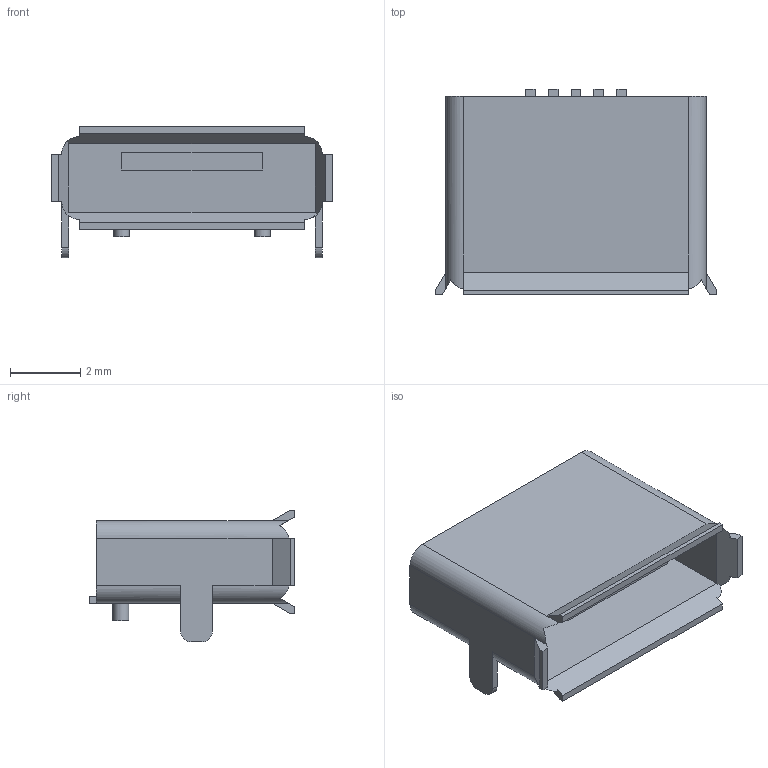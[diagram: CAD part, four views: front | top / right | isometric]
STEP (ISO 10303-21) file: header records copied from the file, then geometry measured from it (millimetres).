
FILE_DESCRIPTION( ( 'Unknown' ), '1' );
FILE_NAME( 'USB_Micro-B_China-MK5P-7.2mmMount.step', 'Unknown', ( 'Unknown' ), ( 'Unknown' ), 'PSStep 15.0.49', 'Unknown', ' ' );
FILE_SCHEMA( ( 'AUTOMOTIVE_DESIGN { 1 0 10303 214 1 1 1 1 }' ) );
Length unit declared in the file: millimetre
Products named in the file (1): 1
Bounding box: 8 x 5.84 x 3.75 mm (x, y, z)
Volume: 47.8 mm3; surface area: 250.9 mm2
Topology: 1 solids, 1 shells, 83 faces, 222 edges, 144 vertices
Faces by surface type: plane 73, cylinder 10
Full cylindrical faces by diameter (mm): 0.45 x2
Entity records: 3218 total; most frequent: CARTESIAN_POINT 448, ORIENTED_EDGE 440, DIRECTION 416, EDGE_CURVE 220, LINE 192, VECTOR 192, VERTEX_POINT 144, AXIS2_PLACEMENT_3D 112
